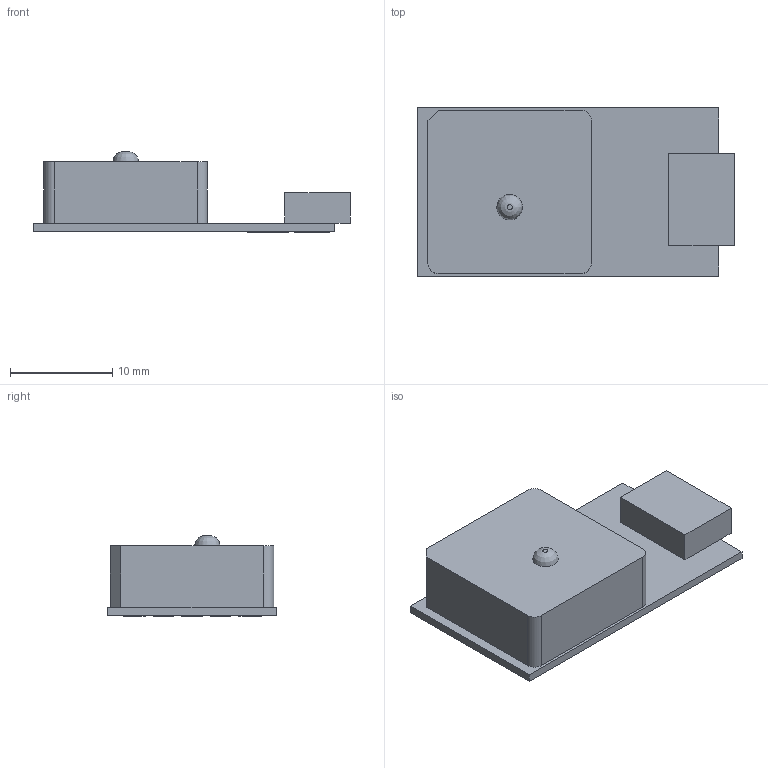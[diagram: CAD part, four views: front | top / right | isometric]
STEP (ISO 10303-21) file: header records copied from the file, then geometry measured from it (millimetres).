
FILE_DESCRIPTION((''),'2;1');
FILE_NAME('MediatekMT3329.stp','2012-05-21T18:00:23',('x02s'),(''),'Autodesk Inventor 2012','Autodesk Inventor 2012','');
FILE_SCHEMA(('AUTOMOTIVE_DESIGN { 1 0 10303 214 1 1 1 1 }'));
Length unit declared in the file: millimetre
Products named in the file (1): MediatekMT3329
Bounding box: 31 x 16.5 x 7.9 mm (x, y, z)
Volume: 2093.5 mm3; surface area: 1565.4 mm2
Topology: 1 solids, 1 shells, 216 faces, 574 edges, 382 vertices
Faces by surface type: plane 154, bspline 58, cylinder 4
Full cylindrical faces by diameter (mm): 3 x1
Entity records: 7001 total; most frequent: CARTESIAN_POINT 1956, ORIENTED_EDGE 1144, DIRECTION 786, EDGE_CURVE 572, VECTOR 448, LINE 448, VERTEX_POINT 382, EDGE_LOOP 240
